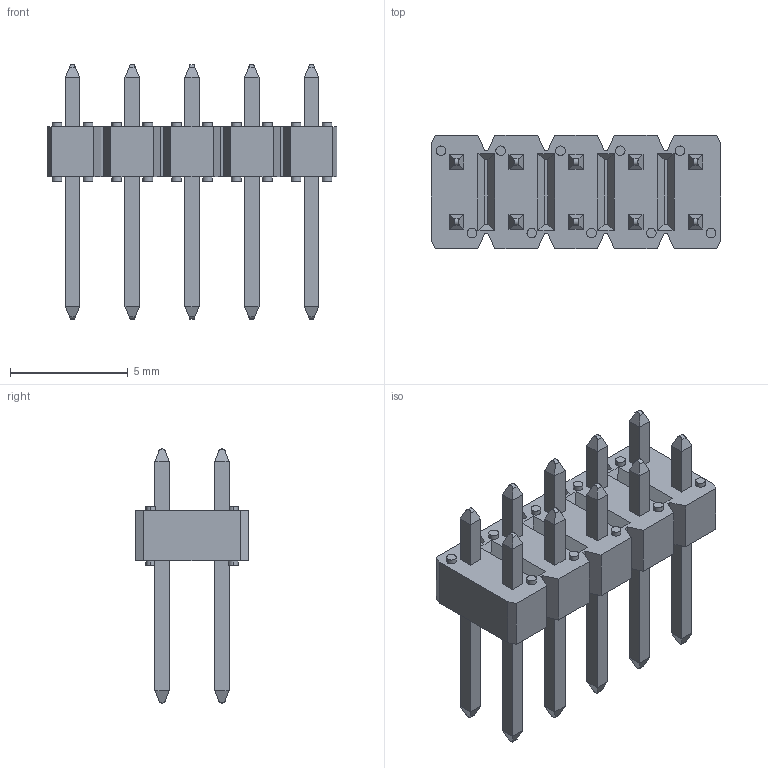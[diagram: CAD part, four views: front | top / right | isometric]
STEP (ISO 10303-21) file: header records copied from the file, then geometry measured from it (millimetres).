
FILE_DESCRIPTION(('STEP AP214'),'1');
FILE_NAME('6886.stp','2016-12-02T15:15:21',('TraceParts'),('TraceParts S.A.'),'Spatial InterOp 3D',' ',' ');
FILE_SCHEMA(('automotive_design'));
Length unit declared in the file: millimetre
Products named in the file (11): 77313_Y01_10_ASM|Next assembly relationship;98470-010; 77313_Y01_10_ASM|Next assembly relationship;77310_Y01
Bounding box: 12.3 x 4.83 x 10.8 mm (x, y, z)
Volume: 148.1 mm3; surface area: 523.9 mm2
Topology: 11 solids, 11 shells, 322 faces, 736 edges, 464 vertices
Faces by surface type: plane 262, cylinder 60
Entity records: 9445 total; most frequent: CARTESIAN_POINT 2013, ORIENTED_EDGE 1472, DIRECTION 1442, EDGE_CURVE 736, LINE 616, VECTOR 616, VERTEX_POINT 464, AXIS2_PLACEMENT_3D 413
